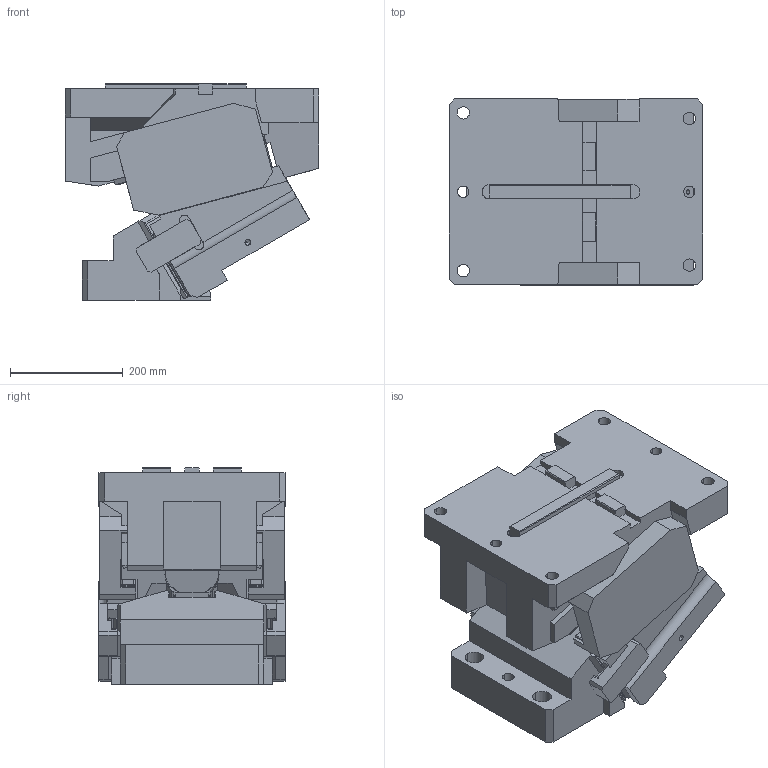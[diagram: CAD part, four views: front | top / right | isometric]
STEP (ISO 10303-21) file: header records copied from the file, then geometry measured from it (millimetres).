
FILE_DESCRIPTION(('CATIA V5 STEP Exchange'),'2;1');
FILE_NAME('CACV_F_330_60.stp','2015-04-27T06:59:49+00:00',('none'),('none'),'CATIA Version 5 Release 19 SP 2 (IN-10)','CATIA V5 STEP AP203','none');
FILE_SCHEMA(('CONFIG_CONTROL_DESIGN'));
Length unit declared in the file: millimetre
Products named in the file (1): CACV_F_330_60
Bounding box: 450 x 330 x 384 mm (x, y, z)
Volume: 33590496.7 mm3; surface area: 1507797.3 mm2
Topology: 3 solids, 9 shells, 636 faces, 1845 edges, 1224 vertices
Faces by surface type: plane 445, cylinder 170, cone 14, extrusion 7
Entity records: 21768 total; most frequent: CARTESIAN_POINT 5763, ORIENTED_EDGE 3678, DIRECTION 2676, EDGE_CURVE 1839, VECTOR 1418, LINE 1411, VERTEX_POINT 1224, AXIS2_PLACEMENT_3D 732
